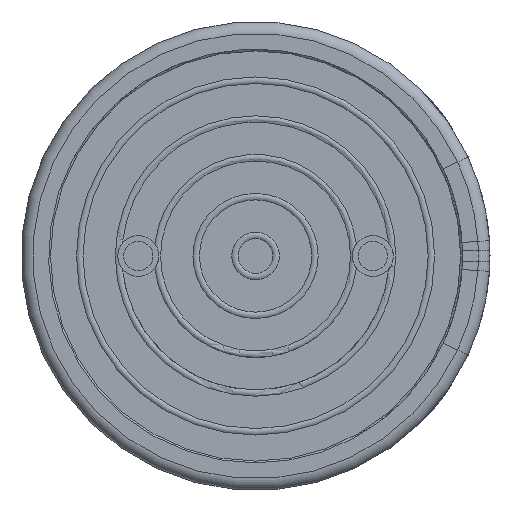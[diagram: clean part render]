
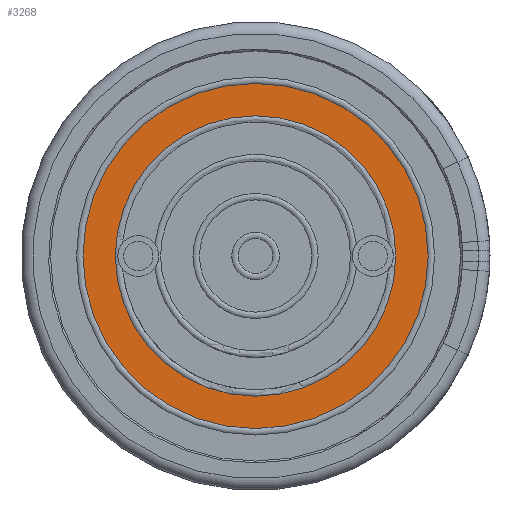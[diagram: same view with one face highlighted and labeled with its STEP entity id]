
A CAD part, front view. The second image highlights one B-rep face of the part: STEP entity #3268.
In plain terms, the highlighted planar face has unit normal (0, -1, 0).
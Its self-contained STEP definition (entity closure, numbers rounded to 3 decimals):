
#64=FACE_BOUND('',#484,.T.);
#217=PLANE('',#3648);
#339=FACE_OUTER_BOUND('',#483,.T.);
#483=EDGE_LOOP('',(#2923,#2924));
#484=EDGE_LOOP('',(#2925,#2926));
#1013=CIRCLE('',#3616,2.945);
#1014=CIRCLE('',#3617,2.945);
#1036=CIRCLE('',#3646,2.393);
#1037=CIRCLE('',#3647,2.393);
#1429=VERTEX_POINT('',#6297);
#1430=VERTEX_POINT('',#6298);
#1449=VERTEX_POINT('',#6351);
#1450=VERTEX_POINT('',#6352);
#1926=EDGE_CURVE('',#1429,#1430,#1013,.T.);
#1927=EDGE_CURVE('',#1430,#1429,#1014,.T.);
#1953=EDGE_CURVE('',#1449,#1450,#1036,.T.);
#1954=EDGE_CURVE('',#1450,#1449,#1037,.T.);
#2923=ORIENTED_EDGE('',*,*,#1926,.T.);
#2924=ORIENTED_EDGE('',*,*,#1927,.T.);
#2925=ORIENTED_EDGE('',*,*,#1953,.T.);
#2926=ORIENTED_EDGE('',*,*,#1954,.T.);
#3268=ADVANCED_FACE('',(#339,#64),#217,.T.);
#3616=AXIS2_PLACEMENT_3D('',#6299,#4431,#4432);
#3617=AXIS2_PLACEMENT_3D('',#6300,#4433,#4434);
#3646=AXIS2_PLACEMENT_3D('',#6353,#4495,#4496);
#3647=AXIS2_PLACEMENT_3D('',#6354,#4497,#4498);
#3648=AXIS2_PLACEMENT_3D('',#6356,#4500,#4501);
#4431=DIRECTION('center_axis',(0.,-1.,0.));
#4432=DIRECTION('ref_axis',(-1.,0.,0.));
#4433=DIRECTION('center_axis',(0.,-1.,0.));
#4434=DIRECTION('ref_axis',(-1.,0.,0.));
#4495=DIRECTION('center_axis',(0.,1.,0.));
#4496=DIRECTION('ref_axis',(-1.,0.,0.));
#4497=DIRECTION('center_axis',(0.,1.,0.));
#4498=DIRECTION('ref_axis',(-1.,0.,0.));
#4500=DIRECTION('center_axis',(0.,-1.,0.));
#4501=DIRECTION('ref_axis',(0.,0.,-1.));
#6297=CARTESIAN_POINT('',(-2.945,0.1,0.));
#6298=CARTESIAN_POINT('',(2.945,0.1,0.));
#6299=CARTESIAN_POINT('Origin',(0.,0.1,0.));
#6300=CARTESIAN_POINT('Origin',(0.,0.1,0.));
#6351=CARTESIAN_POINT('',(-2.393,0.1,0.));
#6352=CARTESIAN_POINT('',(2.393,0.1,0.));
#6353=CARTESIAN_POINT('Origin',(0.,0.1,0.));
#6354=CARTESIAN_POINT('Origin',(0.,0.1,0.));
#6356=CARTESIAN_POINT('Origin',(0.,0.1,0.));
